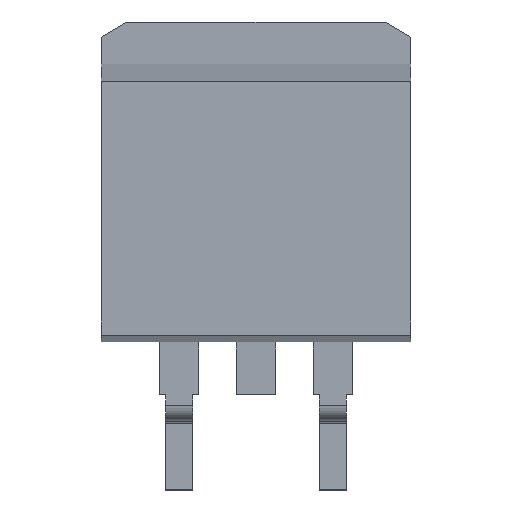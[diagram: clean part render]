
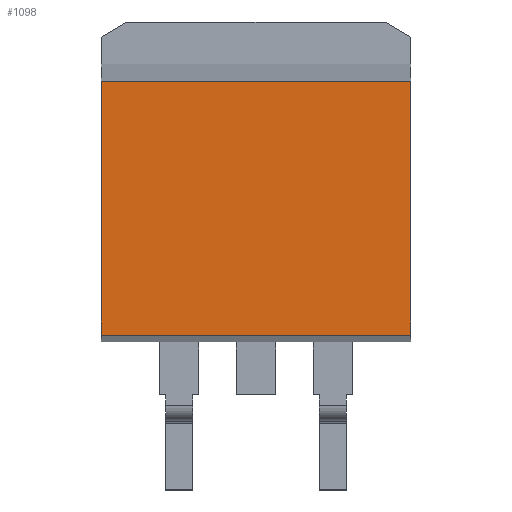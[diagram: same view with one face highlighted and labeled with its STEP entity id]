
A CAD part, top view. The second image highlights one B-rep face of the part: STEP entity #1098.
In plain terms, the highlighted planar face has unit normal (0, 0, 1).
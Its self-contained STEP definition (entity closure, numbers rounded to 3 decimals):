
#48=FACE_OUTER_BOUND('',#111,.T.);
#111=EDGE_LOOP('',(#728,#729,#730,#731));
#174=LINE('',#1566,#317);
#177=LINE('',#1572,#320);
#178=LINE('',#1574,#321);
#179=LINE('',#1575,#322);
#317=VECTOR('',#1262,10.);
#320=VECTOR('',#1267,10.);
#321=VECTOR('',#1268,10.);
#322=VECTOR('',#1269,10.);
#460=VERTEX_POINT('',#1563);
#461=VERTEX_POINT('',#1565);
#463=VERTEX_POINT('',#1571);
#464=VERTEX_POINT('',#1573);
#566=EDGE_CURVE('',#460,#461,#174,.T.);
#569=EDGE_CURVE('',#460,#463,#177,.T.);
#570=EDGE_CURVE('',#464,#463,#178,.T.);
#571=EDGE_CURVE('',#464,#461,#179,.T.);
#728=ORIENTED_EDGE('',*,*,#566,.F.);
#729=ORIENTED_EDGE('',*,*,#569,.T.);
#730=ORIENTED_EDGE('',*,*,#570,.F.);
#731=ORIENTED_EDGE('',*,*,#571,.T.);
#1043=PLANE('',#1179);
#1098=ADVANCED_FACE('',(#48),#1043,.T.);
#1179=AXIS2_PLACEMENT_3D('',#1570,#1265,#1266);
#1262=DIRECTION('',(1.,0.,0.));
#1265=DIRECTION('center_axis',(0.,0.,1.));
#1266=DIRECTION('ref_axis',(1.,0.,0.));
#1267=DIRECTION('',(0.,-1.,0.));
#1268=DIRECTION('',(-1.,0.,0.));
#1269=DIRECTION('',(0.,1.,0.));
#1563=CARTESIAN_POINT('',(-5.125,2.476,4.5));
#1565=CARTESIAN_POINT('',(5.125,2.476,4.5));
#1566=CARTESIAN_POINT('',(2.563,2.476,4.5));
#1570=CARTESIAN_POINT('Origin',(0.,-1.56,4.5));
#1571=CARTESIAN_POINT('',(-5.125,-5.935,4.5));
#1572=CARTESIAN_POINT('',(-5.125,-6.16,4.5));
#1573=CARTESIAN_POINT('',(5.125,-5.935,4.5));
#1574=CARTESIAN_POINT('',(-2.563,-5.935,4.5));
#1575=CARTESIAN_POINT('',(5.125,3.04,4.5));
